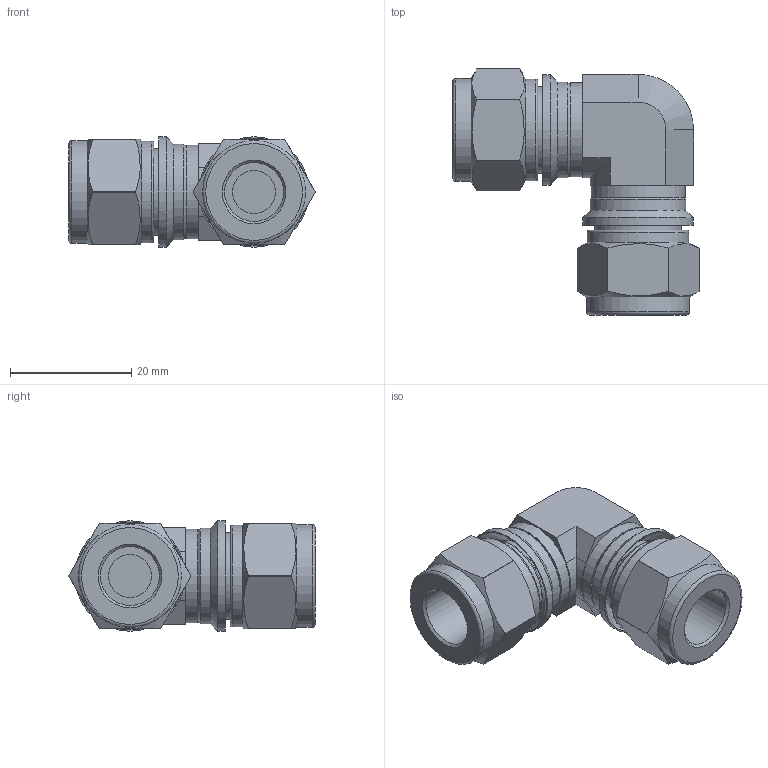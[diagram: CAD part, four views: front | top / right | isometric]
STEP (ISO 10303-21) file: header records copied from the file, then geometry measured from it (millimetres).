
FILE_DESCRIPTION(/* description */ (''),/* implementation_level */ '2;1');
FILE_NAME(/* name */ 'SUEI-6.stp',/* time_stamp */ '2022-07-11T08:38:18+09:00',/* author */ ('user'),/* organization */ (''),/* preprocessor_version */ 'ST-DEVELOPER v18.1',/* originating_system */ 'Autodesk Inventor 2022',/* authorisation */ '');
FILE_SCHEMA (('AUTOMOTIVE_DESIGN { 1 0 10303 214 3 1 1 }'));
Length unit declared in the file: millimetre
Products named in the file (1): SUE-6
Bounding box: 40.68 x 40.68 x 18.25 mm (x, y, z)
Volume: 10698.1 mm3; surface area: 6927.2 mm2
Topology: 3 solids, 3 shells, 94 faces, 212 edges, 132 vertices
Faces by surface type: plane 36, cylinder 34, cone 20, torus 4
Full cylindrical faces by diameter (mm): 7.112 x2, 9.73 x2, 12.5 x2, 13.05 x2, 14.28 x2, 15.531 x2, 15.8 x2, 16.8 x2, 17 x2, 18.25 x2
Entity records: 2649 total; most frequent: CARTESIAN_POINT 487, DIRECTION 472, ORIENTED_EDGE 424, EDGE_CURVE 212, AXIS2_PLACEMENT_3D 189, VERTEX_POINT 132, EDGE_LOOP 106, FACE_OUTER_BOUND 94
